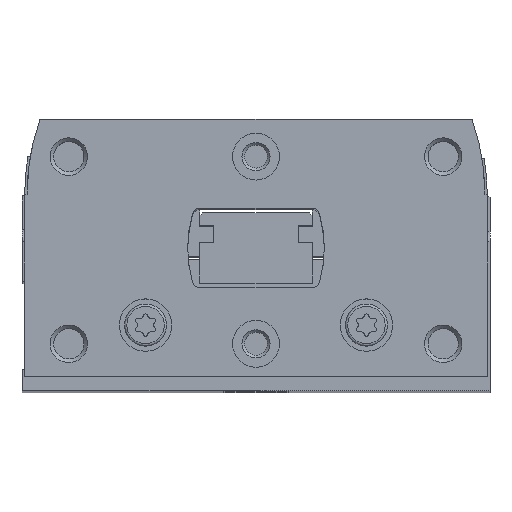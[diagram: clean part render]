
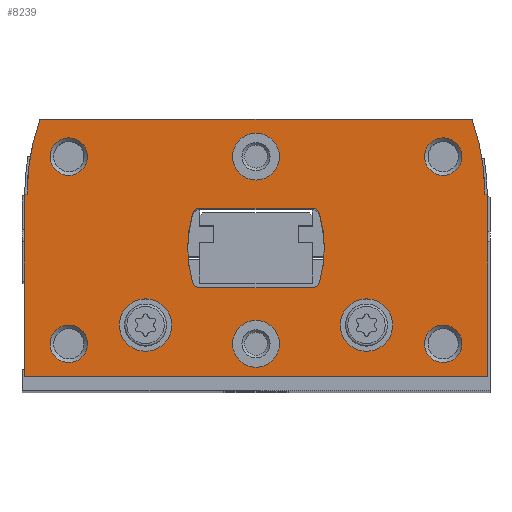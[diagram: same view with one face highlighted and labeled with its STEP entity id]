
A CAD part, top view. The second image highlights one B-rep face of the part: STEP entity #8239.
In plain terms, the highlighted planar face has unit normal (0, 0, 1).
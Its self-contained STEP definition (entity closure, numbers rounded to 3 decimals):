
#364=LINE('',#12839,#814);
#369=LINE('',#12849,#819);
#387=LINE('',#12895,#837);
#393=LINE('',#12907,#843);
#407=LINE('',#12984,#857);
#409=LINE('',#12987,#859);
#410=LINE('',#13021,#860);
#411=LINE('',#13041,#861);
#814=VECTOR('',#10560,1000.);
#819=VECTOR('',#10567,1000.);
#837=VECTOR('',#10603,1000.);
#843=VECTOR('',#10613,1000.);
#857=VECTOR('',#10673,1000.);
#859=VECTOR('',#10677,1000.);
#860=VECTOR('',#10712,1000.);
#861=VECTOR('',#10733,1000.);
#1082=PLANE('',#8962);
#2222=ORIENTED_EDGE('',*,*,#3649,.F.);
#2223=ORIENTED_EDGE('',*,*,#3650,.F.);
#2224=ORIENTED_EDGE('',*,*,#3651,.T.);
#2225=ORIENTED_EDGE('',*,*,#3652,.T.);
#2226=ORIENTED_EDGE('',*,*,#3653,.T.);
#2227=ORIENTED_EDGE('',*,*,#3654,.T.);
#2228=ORIENTED_EDGE('',*,*,#3655,.T.);
#2229=ORIENTED_EDGE('',*,*,#3656,.T.);
#2230=ORIENTED_EDGE('',*,*,#3609,.F.);
#2231=ORIENTED_EDGE('',*,*,#3629,.F.);
#2232=ORIENTED_EDGE('',*,*,#3622,.F.);
#2233=ORIENTED_EDGE('',*,*,#3618,.F.);
#2234=ORIENTED_EDGE('',*,*,#3657,.F.);
#2235=ORIENTED_EDGE('',*,*,#3658,.F.);
#2236=ORIENTED_EDGE('',*,*,#3659,.F.);
#2237=ORIENTED_EDGE('',*,*,#3612,.F.);
#2238=ORIENTED_EDGE('',*,*,#3595,.T.);
#2239=ORIENTED_EDGE('',*,*,#3589,.T.);
#2240=ORIENTED_EDGE('',*,*,#3631,.T.);
#2241=ORIENTED_EDGE('',*,*,#3560,.T.);
#2242=ORIENTED_EDGE('',*,*,#3565,.T.);
#2243=ORIENTED_EDGE('',*,*,#3569,.T.);
#2244=ORIENTED_EDGE('',*,*,#3648,.T.);
#2245=ORIENTED_EDGE('',*,*,#3601,.T.);
#3560=EDGE_CURVE('',#4378,#4377,#364,.T.);
#3565=EDGE_CURVE('',#4377,#4381,#369,.T.);
#3569=EDGE_CURVE('',#4381,#4383,#4894,.T.);
#3589=EDGE_CURVE('',#4398,#4400,#387,.T.);
#3595=EDGE_CURVE('',#4404,#4398,#393,.T.);
#3601=EDGE_CURVE('',#4409,#4404,#4900,.T.);
#3609=EDGE_CURVE('',#4414,#4415,#4904,.T.);
#3612=EDGE_CURVE('',#4415,#4416,#4905,.T.);
#3618=EDGE_CURVE('',#4420,#4421,#4908,.T.);
#3622=EDGE_CURVE('',#4421,#4424,#4910,.T.);
#3629=EDGE_CURVE('',#4424,#4414,#407,.T.);
#3631=EDGE_CURVE('',#4400,#4378,#409,.T.);
#3648=EDGE_CURVE('',#4383,#4409,#410,.T.);
#3649=EDGE_CURVE('',#4445,#4445,#4931,.T.);
#3650=EDGE_CURVE('',#4446,#4446,#4932,.T.);
#3651=EDGE_CURVE('',#4447,#4447,#4933,.T.);
#3652=EDGE_CURVE('',#4448,#4448,#4934,.T.);
#3653=EDGE_CURVE('',#4449,#4449,#4935,.T.);
#3654=EDGE_CURVE('',#4450,#4450,#4936,.T.);
#3655=EDGE_CURVE('',#4451,#4451,#4937,.T.);
#3656=EDGE_CURVE('',#4452,#4452,#4938,.T.);
#3657=EDGE_CURVE('',#4453,#4420,#4939,.T.);
#3658=EDGE_CURVE('',#4454,#4453,#411,.T.);
#3659=EDGE_CURVE('',#4416,#4454,#4940,.T.);
#4377=VERTEX_POINT('',#12838);
#4378=VERTEX_POINT('',#12840);
#4381=VERTEX_POINT('',#12848);
#4383=VERTEX_POINT('',#12855);
#4398=VERTEX_POINT('',#12889);
#4400=VERTEX_POINT('',#12894);
#4404=VERTEX_POINT('',#12905);
#4409=VERTEX_POINT('',#12920);
#4414=VERTEX_POINT('',#12936);
#4415=VERTEX_POINT('',#12938);
#4416=VERTEX_POINT('',#12946);
#4420=VERTEX_POINT('',#12959);
#4421=VERTEX_POINT('',#12961);
#4424=VERTEX_POINT('',#12972);
#4445=VERTEX_POINT('',#13024);
#4446=VERTEX_POINT('',#13026);
#4447=VERTEX_POINT('',#13028);
#4448=VERTEX_POINT('',#13030);
#4449=VERTEX_POINT('',#13032);
#4450=VERTEX_POINT('',#13034);
#4451=VERTEX_POINT('',#13036);
#4452=VERTEX_POINT('',#13038);
#4453=VERTEX_POINT('',#13040);
#4454=VERTEX_POINT('',#13042);
#4894=CIRCLE('',#8912,24.);
#4900=CIRCLE('',#8924,24.);
#4904=CIRCLE('',#8929,0.8);
#4905=CIRCLE('',#8931,13.);
#4908=CIRCLE('',#8935,13.);
#4910=CIRCLE('',#8938,0.8);
#4931=CIRCLE('',#8963,2.8);
#4932=CIRCLE('',#8964,2.8);
#4933=CIRCLE('',#8965,2.5);
#4934=CIRCLE('',#8966,2.5);
#4935=CIRCLE('',#8967,2.);
#4936=CIRCLE('',#8968,2.);
#4937=CIRCLE('',#8969,2.);
#4938=CIRCLE('',#8970,2.);
#4939=CIRCLE('',#8971,0.8);
#4940=CIRCLE('',#8972,0.8);
#5480=EDGE_LOOP('',(#2222));
#5481=EDGE_LOOP('',(#2223));
#5482=EDGE_LOOP('',(#2224));
#5483=EDGE_LOOP('',(#2225));
#5484=EDGE_LOOP('',(#2226));
#5485=EDGE_LOOP('',(#2227));
#5486=EDGE_LOOP('',(#2228));
#5487=EDGE_LOOP('',(#2229));
#5488=EDGE_LOOP('',(#2230,#2231,#2232,#2233,#2234,#2235,#2236,#2237));
#5489=EDGE_LOOP('',(#2238,#2239,#2240,#2241,#2242,#2243,#2244,#2245));
#6130=FACE_BOUND('',#5480,.T.);
#6131=FACE_BOUND('',#5481,.T.);
#6132=FACE_BOUND('',#5482,.T.);
#6133=FACE_BOUND('',#5483,.T.);
#6134=FACE_BOUND('',#5484,.T.);
#6135=FACE_BOUND('',#5485,.T.);
#6136=FACE_BOUND('',#5486,.T.);
#6137=FACE_BOUND('',#5487,.T.);
#6138=FACE_BOUND('',#5488,.T.);
#6139=FACE_BOUND('',#5489,.T.);
#8239=ADVANCED_FACE('',(#6130,#6131,#6132,#6133,#6134,#6135,#6136,#6137,
#6138,#6139),#1082,.T.);
#8912=AXIS2_PLACEMENT_3D('',#12856,#10574,#10575);
#8924=AXIS2_PLACEMENT_3D('',#12919,#10624,#10625);
#8929=AXIS2_PLACEMENT_3D('',#12937,#10637,#10638);
#8931=AXIS2_PLACEMENT_3D('',#12945,#10642,#10643);
#8935=AXIS2_PLACEMENT_3D('',#12960,#10652,#10653);
#8938=AXIS2_PLACEMENT_3D('',#12971,#10659,#10660);
#8962=AXIS2_PLACEMENT_3D('',#13022,#10713,#10714);
#8963=AXIS2_PLACEMENT_3D('',#13023,#10715,#10716);
#8964=AXIS2_PLACEMENT_3D('',#13025,#10717,#10718);
#8965=AXIS2_PLACEMENT_3D('',#13027,#10719,#10720);
#8966=AXIS2_PLACEMENT_3D('',#13029,#10721,#10722);
#8967=AXIS2_PLACEMENT_3D('',#13031,#10723,#10724);
#8968=AXIS2_PLACEMENT_3D('',#13033,#10725,#10726);
#8969=AXIS2_PLACEMENT_3D('',#13035,#10727,#10728);
#8970=AXIS2_PLACEMENT_3D('',#13037,#10729,#10730);
#8971=AXIS2_PLACEMENT_3D('',#13039,#10731,#10732);
#8972=AXIS2_PLACEMENT_3D('',#13043,#10734,#10735);
#10560=DIRECTION('',(0.,1.,0.));
#10567=DIRECTION('',(-0.866,0.5,0.));
#10574=DIRECTION('',(0.,0.,1.));
#10575=DIRECTION('',(1.,0.,0.));
#10603=DIRECTION('',(0.,-1.,0.));
#10613=DIRECTION('',(-0.866,-0.5,0.));
#10624=DIRECTION('',(0.,0.,1.));
#10625=DIRECTION('',(1.,0.,0.));
#10637=DIRECTION('',(0.,0.,1.));
#10638=DIRECTION('',(1.,0.,0.));
#10642=DIRECTION('',(0.,0.,1.));
#10643=DIRECTION('',(1.,0.,0.));
#10652=DIRECTION('',(0.,0.,1.));
#10653=DIRECTION('',(1.,0.,0.));
#10659=DIRECTION('',(0.,0.,1.));
#10660=DIRECTION('',(1.,0.,0.));
#10673=DIRECTION('',(-1.,0.,0.));
#10677=DIRECTION('',(1.,0.,0.));
#10712=DIRECTION('',(-1.,0.,0.));
#10713=DIRECTION('',(0.,0.,1.));
#10714=DIRECTION('',(1.,0.,0.));
#10715=DIRECTION('',(0.,0.,1.));
#10716=DIRECTION('',(1.,0.,0.));
#10717=DIRECTION('',(0.,0.,1.));
#10718=DIRECTION('',(1.,0.,0.));
#10719=DIRECTION('',(0.,0.,-1.));
#10720=DIRECTION('',(-1.,0.,0.));
#10721=DIRECTION('',(0.,0.,-1.));
#10722=DIRECTION('',(-1.,0.,0.));
#10723=DIRECTION('',(0.,0.,-1.));
#10724=DIRECTION('',(-1.,0.,0.));
#10725=DIRECTION('',(0.,0.,-1.));
#10726=DIRECTION('',(-1.,0.,0.));
#10727=DIRECTION('',(0.,0.,-1.));
#10728=DIRECTION('',(-1.,0.,0.));
#10729=DIRECTION('',(0.,0.,-1.));
#10730=DIRECTION('',(-1.,0.,0.));
#10731=DIRECTION('',(0.,0.,1.));
#10732=DIRECTION('',(1.,0.,0.));
#10733=DIRECTION('',(1.,0.,0.));
#10734=DIRECTION('',(0.,0.,1.));
#10735=DIRECTION('',(1.,0.,0.));
#12838=CARTESIAN_POINT('',(24.75,19.327,0.));
#12839=CARTESIAN_POINT('',(24.75,0.,0.));
#12840=CARTESIAN_POINT('',(24.75,0.,0.));
#12848=CARTESIAN_POINT('',(24.45,19.5,0.));
#12849=CARTESIAN_POINT('',(24.75,19.327,0.));
#12855=CARTESIAN_POINT('',(23.077,27.5,0.));
#12856=CARTESIAN_POINT('',(0.45,19.5,0.));
#12889=CARTESIAN_POINT('',(-24.75,19.327,0.));
#12894=CARTESIAN_POINT('',(-24.75,0.,0.));
#12895=CARTESIAN_POINT('',(-24.75,19.327,0.));
#12905=CARTESIAN_POINT('',(-24.45,19.5,0.));
#12907=CARTESIAN_POINT('',(-24.45,19.5,0.));
#12919=CARTESIAN_POINT('',(-0.45,19.5,0.));
#12920=CARTESIAN_POINT('',(-23.077,27.5,0.));
#12936=CARTESIAN_POINT('',(-6.002,18.,0.));
#12937=CARTESIAN_POINT('',(-6.002,17.2,0.));
#12938=CARTESIAN_POINT('',(-6.769,17.426,0.));
#12945=CARTESIAN_POINT('',(5.7,13.75,0.));
#12946=CARTESIAN_POINT('',(-6.769,10.074,0.));
#12959=CARTESIAN_POINT('',(6.769,10.074,0.));
#12960=CARTESIAN_POINT('',(-5.7,13.75,0.));
#12961=CARTESIAN_POINT('',(6.769,17.426,0.));
#12971=CARTESIAN_POINT('',(6.002,17.2,0.));
#12972=CARTESIAN_POINT('',(6.002,18.,0.));
#12984=CARTESIAN_POINT('',(6.002,18.,0.));
#12987=CARTESIAN_POINT('',(-24.75,0.,0.));
#13021=CARTESIAN_POINT('',(23.077,27.5,0.));
#13022=CARTESIAN_POINT('',(0.45,19.5,0.));
#13023=CARTESIAN_POINT('',(-11.8,5.5,0.));
#13024=CARTESIAN_POINT('',(-9.,5.5,0.));
#13025=CARTESIAN_POINT('',(11.8,5.5,0.));
#13026=CARTESIAN_POINT('',(14.6,5.5,0.));
#13027=CARTESIAN_POINT('',(0.,3.5,0.));
#13028=CARTESIAN_POINT('',(-2.5,3.5,0.));
#13029=CARTESIAN_POINT('',(0.,23.5,0.));
#13030=CARTESIAN_POINT('',(-2.5,23.5,0.));
#13031=CARTESIAN_POINT('',(20.,3.5,0.));
#13032=CARTESIAN_POINT('',(18.,3.5,0.));
#13033=CARTESIAN_POINT('',(-20.,3.5,0.));
#13034=CARTESIAN_POINT('',(-22.,3.5,0.));
#13035=CARTESIAN_POINT('',(-20.,23.5,0.));
#13036=CARTESIAN_POINT('',(-22.,23.5,0.));
#13037=CARTESIAN_POINT('',(20.,23.5,0.));
#13038=CARTESIAN_POINT('',(18.,23.5,0.));
#13039=CARTESIAN_POINT('',(6.002,10.3,0.));
#13040=CARTESIAN_POINT('',(6.002,9.5,0.));
#13041=CARTESIAN_POINT('',(-6.002,9.5,0.));
#13042=CARTESIAN_POINT('',(-6.002,9.5,0.));
#13043=CARTESIAN_POINT('',(-6.002,10.3,0.));
